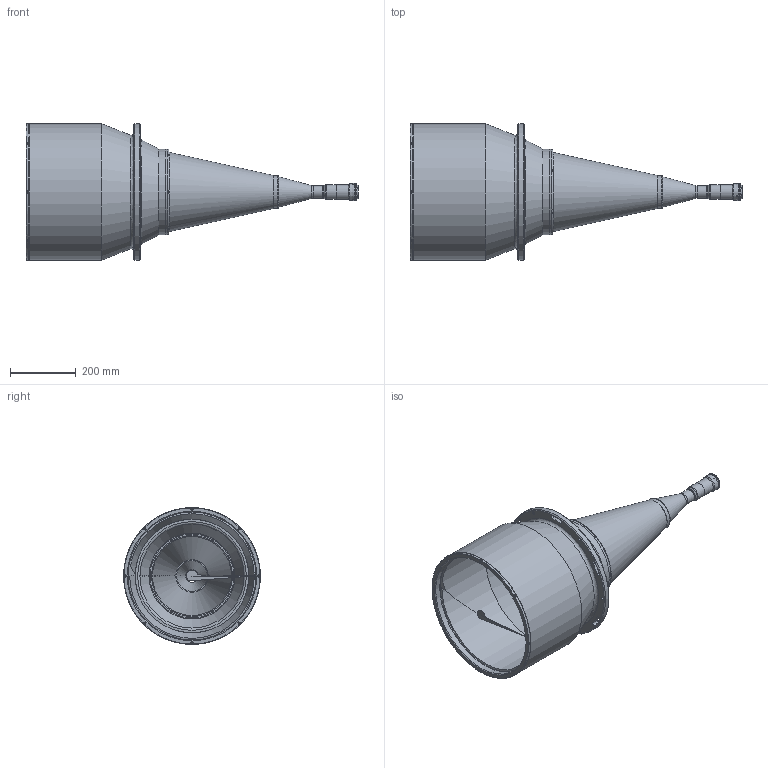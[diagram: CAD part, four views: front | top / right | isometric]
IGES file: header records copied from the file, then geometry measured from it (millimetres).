
Start section: SolidWorks IGES file using analytic representation for surfaces
Global section: file name: DP32207-A_TC10M308-J.igs; native system: SolidWorks 2021; preprocessor: SolidWorks 2021; author: lfspanu; date: 221206.171049; units: millimetre
Bounding box: 1012.19 x 417 x 417 mm (x, y, z)
Surface area: 963561.3 mm2 (no closed solid volume)
Topology: 0 solids, 1 shells, 189 faces, 1193 edges, 1116 vertices
Faces by surface type: revolution 123, bspline 66
